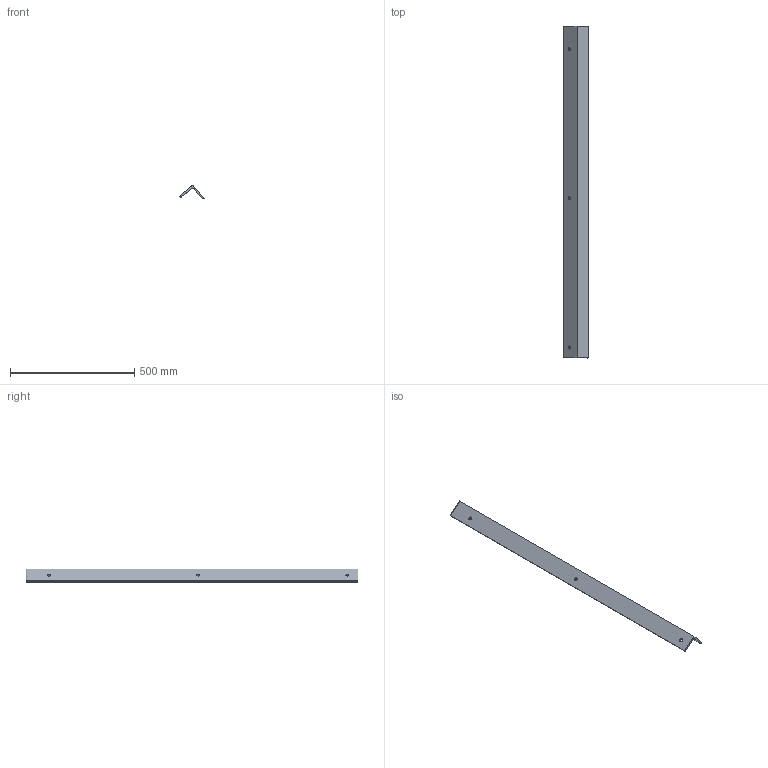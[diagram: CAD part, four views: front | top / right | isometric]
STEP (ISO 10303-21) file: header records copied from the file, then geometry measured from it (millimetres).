
FILE_DESCRIPTION(('CoCreate Modeling STEP Export'),'2;1');
FILE_NAME('b24.stp','2011-05-24T 9:48:17',(''),(''),'CoCreate Modeling STEP processor for AP214 (Solid Model)','CoCreate Modeling 18.0P1120 20-Nov-2010 (C) Parametric Technology GmbH','');
FILE_SCHEMA(('AUTOMOTIVE_DESIGN { 1 0 10303 214 1 1 1 1 }'));
Length unit declared in the file: millimetre
Products named in the file (2): 5093093-609200.PRT
Assembly tree (1 placements, depth 2):
  5093093-609200.PRT
    5093093-609200.PRT
Bounding box: 98.62 x 1336.1 x 56.28 mm (x, y, z)
Volume: 1252025 mm3; surface area: 365310.8 mm2
Topology: 1 solids, 1 shells, 24 faces, 60 edges, 38 vertices
Faces by surface type: cylinder 13, plane 8, torus 3
Entity records: 776 total; most frequent: CARTESIAN_POINT 158, ORIENTED_EDGE 120, DIRECTION 119, EDGE_CURVE 60, AXIS2_PLACEMENT_3D 45, VERTEX_POINT 38, EDGE_LOOP 30, VECTOR 29
